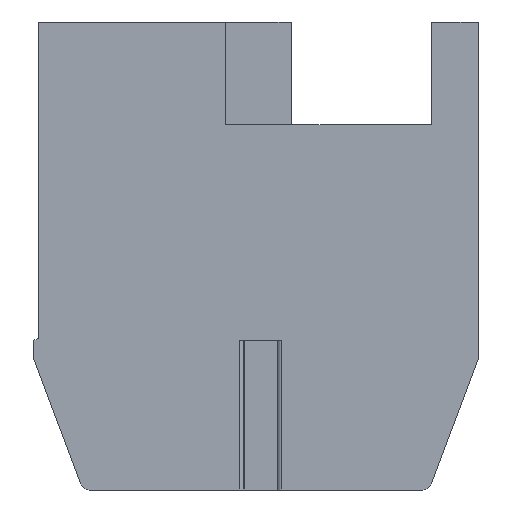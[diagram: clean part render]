
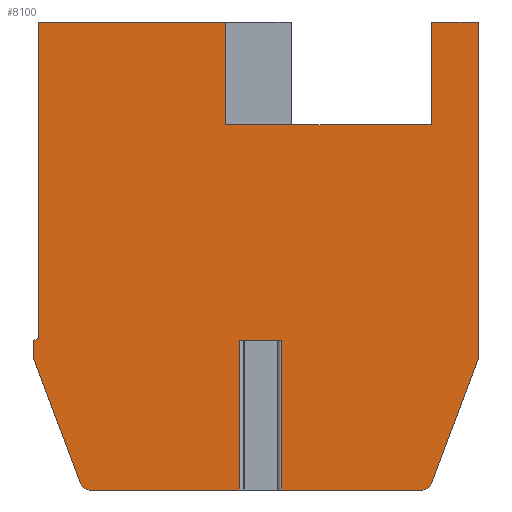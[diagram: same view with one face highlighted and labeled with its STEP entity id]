
A CAD part, front view. The second image highlights one B-rep face of the part: STEP entity #8100.
In plain terms, the highlighted planar face has unit normal (0, -1, 0).
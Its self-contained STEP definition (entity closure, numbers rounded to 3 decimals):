
#1=DIRECTION('',(1.,0.,0.));
#2=VECTOR('',#1,0.906);
#3=CARTESIAN_POINT('',(4.297,0.,-6.8));
#4=LINE('',#3,#2);
#5=DIRECTION('',(0.,0.,-1.));
#6=VECTOR('',#5,3.2);
#7=CARTESIAN_POINT('',(4.297,0.,-6.8));
#8=LINE('',#7,#6);
#9=DIRECTION('',(-1.,0.,0.));
#10=VECTOR('',#9,3.208);
#11=CARTESIAN_POINT('',(4.297,0.,-10.));
#12=LINE('',#11,#10);
#13=CARTESIAN_POINT('',(1.089,0.,-9.8));
#14=DIRECTION('',(0.,1.,0.));
#15=DIRECTION('',(0.,0.,-1.));
#16=AXIS2_PLACEMENT_3D('',#13,#14,#15);
#18=DIRECTION('',(-0.351,0.,0.936));
#19=VECTOR('',#18,2.816);
#20=CARTESIAN_POINT('',(0.901,0.,-9.87));
#21=LINE('',#20,#19);
#22=CARTESIAN_POINT('',(0.1,0.,-7.164));
#23=DIRECTION('',(0.,1.,0.));
#24=DIRECTION('',(-0.936,0.,-0.351));
#25=AXIS2_PLACEMENT_3D('',#22,#23,#24);
#27=DIRECTION('',(0.,0.,1.));
#28=VECTOR('',#27,0.364);
#29=CARTESIAN_POINT('',(-0.1,0.,-7.164));
#30=LINE('',#29,#28);
#31=DIRECTION('',(0.928,0.,0.371));
#32=VECTOR('',#31,0.108);
#33=CARTESIAN_POINT('',(-0.1,0.,-6.8));
#34=LINE('',#33,#32);
#35=DIRECTION('',(0.,0.,1.));
#36=VECTOR('',#35,6.76);
#37=CARTESIAN_POINT('',(0.,0.,-6.76));
#38=LINE('',#37,#36);
#39=DIRECTION('',(1.,0.,0.));
#40=VECTOR('',#39,4.);
#41=CARTESIAN_POINT('',(0.,0.,0.));
#42=LINE('',#41,#40);
#43=DIRECTION('',(0.,0.,-1.));
#44=VECTOR('',#43,2.2);
#45=CARTESIAN_POINT('',(4.,0.,0.));
#46=LINE('',#45,#44);
#47=DIRECTION('',(0.,0.,1.));
#48=VECTOR('',#47,2.2);
#49=CARTESIAN_POINT('',(8.4,0.,-2.2));
#50=LINE('',#49,#48);
#51=DIRECTION('',(1.,0.,0.));
#52=VECTOR('',#51,1.);
#53=CARTESIAN_POINT('',(8.4,0.,0.));
#54=LINE('',#53,#52);
#55=DIRECTION('',(0.,0.,-1.));
#56=VECTOR('',#55,7.164);
#57=CARTESIAN_POINT('',(9.4,0.,0.));
#58=LINE('',#57,#56);
#59=CARTESIAN_POINT('',(9.2,0.,-7.164));
#60=DIRECTION('',(0.,1.,0.));
#61=DIRECTION('',(1.,0.,0.));
#62=AXIS2_PLACEMENT_3D('',#59,#60,#61);
#64=DIRECTION('',(-0.351,0.,-0.936));
#65=VECTOR('',#64,2.816);
#66=CARTESIAN_POINT('',(9.387,0.,-7.234));
#67=LINE('',#66,#65);
#68=CARTESIAN_POINT('',(8.211,0.,-9.8));
#69=DIRECTION('',(0.,1.,0.));
#70=DIRECTION('',(0.936,0.,-0.351));
#71=AXIS2_PLACEMENT_3D('',#68,#69,#70);
#73=DIRECTION('',(-1.,0.,0.));
#74=VECTOR('',#73,3.008);
#75=CARTESIAN_POINT('',(8.211,0.,-10.));
#76=LINE('',#75,#74);
#77=DIRECTION('',(0.,0.,-1.));
#78=VECTOR('',#77,3.2);
#79=CARTESIAN_POINT('',(5.203,0.,-6.8));
#80=LINE('',#79,#78);
#2109=DIRECTION('',(-1.,0.,0.));
#2110=VECTOR('',#2109,4.4);
#2111=CARTESIAN_POINT('',(8.4,0.,-2.2));
#2112=LINE('',#2111,#2110);
#6349=CARTESIAN_POINT('',(-0.087,0.,-7.234));
#6350=CARTESIAN_POINT('',(-0.1,0.,-7.164));
#6351=VERTEX_POINT('',#6349);
#6352=VERTEX_POINT('',#6350);
#6353=CARTESIAN_POINT('',(-0.1,0.,-6.8));
#6354=VERTEX_POINT('',#6353);
#6355=CARTESIAN_POINT('',(0.,0.,-6.76));
#6356=VERTEX_POINT('',#6355);
#6357=CARTESIAN_POINT('',(0.,0.,0.));
#6358=VERTEX_POINT('',#6357);
#6359=CARTESIAN_POINT('',(8.4,0.,-2.2));
#6360=CARTESIAN_POINT('',(8.4,0.,0.));
#6361=VERTEX_POINT('',#6359);
#6362=VERTEX_POINT('',#6360);
#6363=CARTESIAN_POINT('',(9.4,0.,0.));
#6364=VERTEX_POINT('',#6363);
#6365=CARTESIAN_POINT('',(9.4,0.,-7.164));
#6366=VERTEX_POINT('',#6365);
#6367=CARTESIAN_POINT('',(9.387,0.,-7.234));
#6368=VERTEX_POINT('',#6367);
#6369=CARTESIAN_POINT('',(8.399,0.,-9.87));
#6370=VERTEX_POINT('',#6369);
#6371=CARTESIAN_POINT('',(8.211,0.,-10.));
#6372=VERTEX_POINT('',#6371);
#6373=CARTESIAN_POINT('',(1.089,0.,-10.));
#6374=CARTESIAN_POINT('',(0.901,0.,-9.87));
#6375=VERTEX_POINT('',#6373);
#6376=VERTEX_POINT('',#6374);
#6589=CARTESIAN_POINT('',(4.,0.,0.));
#6590=CARTESIAN_POINT('',(4.,0.,-2.2));
#6591=VERTEX_POINT('',#6589);
#6592=VERTEX_POINT('',#6590);
#6613=CARTESIAN_POINT('',(4.297,0.,-6.8));
#6614=CARTESIAN_POINT('',(5.203,0.,-6.8));
#6615=VERTEX_POINT('',#6613);
#6616=VERTEX_POINT('',#6614);
#6617=CARTESIAN_POINT('',(4.297,0.,-10.));
#6618=VERTEX_POINT('',#6617);
#6619=CARTESIAN_POINT('',(5.203,0.,-10.));
#6620=VERTEX_POINT('',#6619);
#8053=CARTESIAN_POINT('',(0.,0.,0.));
#8054=DIRECTION('',(0.,1.,0.));
#8055=DIRECTION('',(1.,0.,0.));
#8056=AXIS2_PLACEMENT_3D('',#8053,#8054,#8055);
#8057=PLANE('',#8056);
#8059=ORIENTED_EDGE('',*,*,#8058,.F.);
#8061=ORIENTED_EDGE('',*,*,#8060,.T.);
#8063=ORIENTED_EDGE('',*,*,#8062,.T.);
#8065=ORIENTED_EDGE('',*,*,#8064,.T.);
#8067=ORIENTED_EDGE('',*,*,#8066,.T.);
#8069=ORIENTED_EDGE('',*,*,#8068,.T.);
#8071=ORIENTED_EDGE('',*,*,#8070,.T.);
#8073=ORIENTED_EDGE('',*,*,#8072,.T.);
#8075=ORIENTED_EDGE('',*,*,#8074,.T.);
#8077=ORIENTED_EDGE('',*,*,#8076,.T.);
#8079=ORIENTED_EDGE('',*,*,#8078,.T.);
#8081=ORIENTED_EDGE('',*,*,#8080,.F.);
#8083=ORIENTED_EDGE('',*,*,#8082,.T.);
#8085=ORIENTED_EDGE('',*,*,#8084,.T.);
#8087=ORIENTED_EDGE('',*,*,#8086,.T.);
#8089=ORIENTED_EDGE('',*,*,#8088,.T.);
#8091=ORIENTED_EDGE('',*,*,#8090,.T.);
#8093=ORIENTED_EDGE('',*,*,#8092,.T.);
#8095=ORIENTED_EDGE('',*,*,#8094,.T.);
#8097=ORIENTED_EDGE('',*,*,#8096,.F.);
#8098=EDGE_LOOP('',(#8059,#8061,#8063,#8065,#8067,#8069,#8071,#8073,#8075,#8077,
#8079,#8081,#8083,#8085,#8087,#8089,#8091,#8093,#8095,#8097));
#8099=FACE_OUTER_BOUND('',#8098,.F.);
#8100=ADVANCED_FACE('',(#8099),#8057,.F.);
#17=CIRCLE('',#16,0.2);
#26=CIRCLE('',#25,0.2);
#63=CIRCLE('',#62,0.2);
#72=CIRCLE('',#71,0.2);
#8058=EDGE_CURVE('',#6615,#6616,#4,.T.);
#8060=EDGE_CURVE('',#6615,#6618,#8,.T.);
#8062=EDGE_CURVE('',#6618,#6375,#12,.T.);
#8064=EDGE_CURVE('',#6375,#6376,#17,.T.);
#8066=EDGE_CURVE('',#6376,#6351,#21,.T.);
#8068=EDGE_CURVE('',#6351,#6352,#26,.T.);
#8070=EDGE_CURVE('',#6352,#6354,#30,.T.);
#8072=EDGE_CURVE('',#6354,#6356,#34,.T.);
#8074=EDGE_CURVE('',#6356,#6358,#38,.T.);
#8076=EDGE_CURVE('',#6358,#6591,#42,.T.);
#8078=EDGE_CURVE('',#6591,#6592,#46,.T.);
#8080=EDGE_CURVE('',#6361,#6592,#2112,.T.);
#8082=EDGE_CURVE('',#6361,#6362,#50,.T.);
#8084=EDGE_CURVE('',#6362,#6364,#54,.T.);
#8086=EDGE_CURVE('',#6364,#6366,#58,.T.);
#8088=EDGE_CURVE('',#6366,#6368,#63,.T.);
#8090=EDGE_CURVE('',#6368,#6370,#67,.T.);
#8092=EDGE_CURVE('',#6370,#6372,#72,.T.);
#8094=EDGE_CURVE('',#6372,#6620,#76,.T.);
#8096=EDGE_CURVE('',#6616,#6620,#80,.T.);
